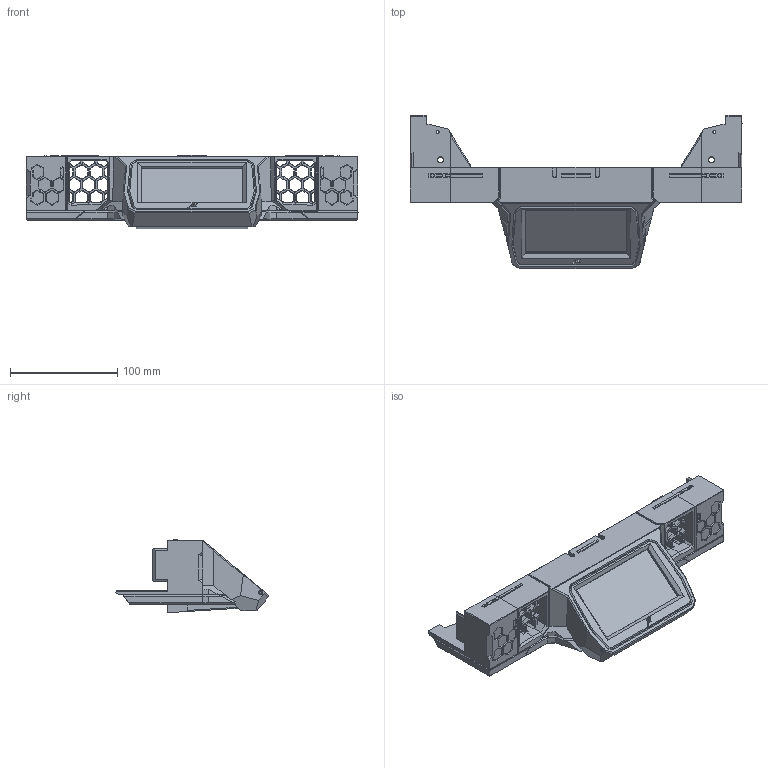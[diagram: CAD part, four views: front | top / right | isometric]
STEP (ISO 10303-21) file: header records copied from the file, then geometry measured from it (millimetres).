
FILE_DESCRIPTION(/* description */ (''),/* implementation_level */ '2;1');
FILE_NAME(/* name */ 'ColonyClacker_MicronPlus_G2Z_Skirts.step',/* time_stamp */ '2024-10-08T21:51:07+01:00',/* author */ (''),/* organization */ (''),/* preprocessor_version */ 'ST-DEVELOPER v20',/* originating_system */ 'Autodesk Translation Framework v13.20.0.188',/* authorisation */ '');
FILE_SCHEMA (('AUTOMOTIVE_DESIGN { 1 0 10303 214 3 1 1 }'));
Products named in the file (15): G2Z Mini Fridge Front Skirt; Waveshare_BTT_43_Mount; Waveshare43; Waveshare_Accent_A; Waveshare_Accent_B; Bezel; Main_housing; M2x10 STS_1; MF_G2Z; G2_Z_Skirt_Corner_A; G2Z_Front_Skirt_A; G2_Z_Skirt_Corner_A_1; G2Z_Front_Skirt_A_1; Foot_Mount_A; Foot_Mount_A_1
Assembly tree (15 placements, depth 3):
  G2Z Mini Fridge Front Skirt
    Waveshare_BTT_43_Mount
      Waveshare43
      Waveshare_Accent_A
      Waveshare_Accent_B
      Bezel
      Main_housing
      M2x10 STS_1  x2
    MF_G2Z
      G2_Z_Skirt_Corner_A
      G2Z_Front_Skirt_A
      G2_Z_Skirt_Corner_A_1
      G2Z_Front_Skirt_A_1
    Foot_Mount_A
    Foot_Mount_A_1
Bounding box: 310.01 x 143.05 x 68.58 mm (x, y, z)
Volume: 524710.4 mm3; surface area: 211800.9 mm2
Topology: 16 solids, 19 shells, 2040 faces, 5290 edges, 3320 vertices
Faces by surface type: plane 1397, cylinder 379, cone 182, bspline 82
Full cylindrical faces by diameter (mm): 1.8 x2, 2 x10, 2.4 x2, 2.8 x2, 3.4 x22, 3.75 x2, 4 x2, 4.7 x8, 5.4 x2, 5.5 x8, 5.8 x2, 6 x12, 6.98 x2
Entity records: 64038 total; most frequent: CARTESIAN_POINT 13983, ORIENTED_EDGE 10504, DIRECTION 9900, EDGE_CURVE 5252, LINE 4146, VECTOR 4146, VERTEX_POINT 3299, AXIS2_PLACEMENT_3D 2877
